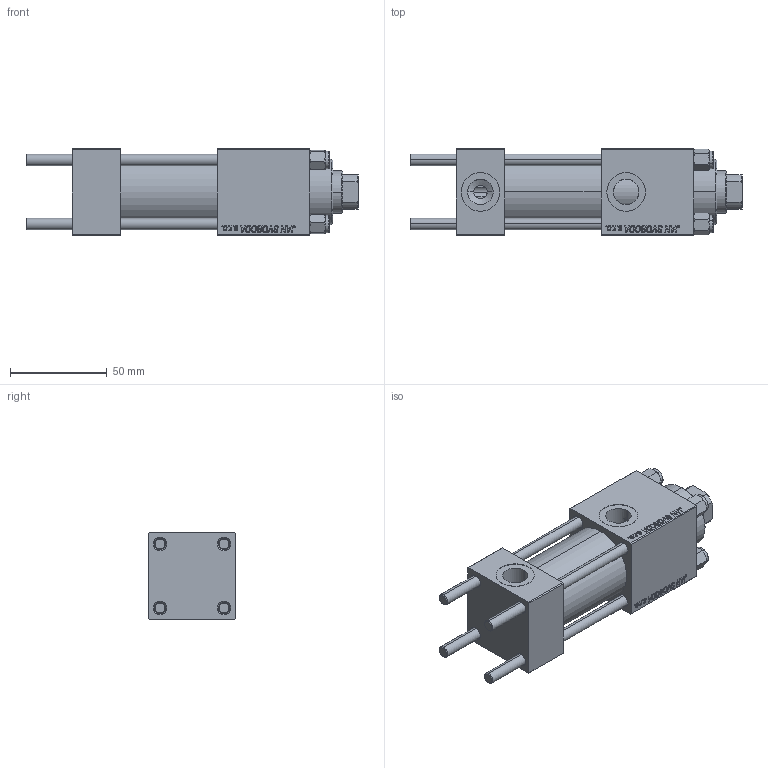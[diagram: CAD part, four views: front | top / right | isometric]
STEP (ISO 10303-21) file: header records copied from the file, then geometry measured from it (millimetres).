
FILE_DESCRIPTION (( 'STEP AP203' ), '1' );
FILE_NAME ('3798.STEP', '2022-10-03T16:13:42', ( '' ), ( '' ), 'SwSTEP 2.0', 'SolidWorks 2019', '' );
FILE_SCHEMA (( 'CONFIG_CONTROL_DESIGN' ));
Length unit declared in the file: millimetre
Products named in the file (6): CR025_012_A_0_G_A_G_M_020_+#_##_TYCINKA 74114484a28d2751ebee5c6a3b7f272f; 3798; NUT_M5 74114484a28d2751ebee5c6a3b7f272f; V215CR_BODY_A 74114484a28d2751ebee5c6a3b7f272f; V215CR_VCP 74114484a28d2751ebee5c6a3b7f272f; V215_VC_A 74114484a28d2751ebee5c6a3b7f272f
Assembly tree (11 placements, depth 2):
  3798
    V215CR_BODY_A 74114484a28d2751ebee5c6a3b7f272f
    CR025_012_A_0_G_A_G_M_020_+#_##_TYCINKA 74114484a28d2751ebee5c6a3b7f272f  x4
    NUT_M5 74114484a28d2751ebee5c6a3b7f272f  x4
    V215CR_VCP 74114484a28d2751ebee5c6a3b7f272f
    V215_VC_A 74114484a28d2751ebee5c6a3b7f272f
Bounding box: 172 x 45 x 45 mm (x, y, z)
Volume: 214107.3 mm3; surface area: 77308.4 mm2
Topology: 11 solids, 11 shells, 1139 faces, 2867 edges, 1859 vertices
Faces by surface type: plane 521, bspline 392, cone 136, cylinder 82, torus 8
Entity records: 50061 total; most frequent: CARTESIAN_POINT 27086, ORIENTED_EDGE 5226, DIRECTION 3265, EDGE_CURVE 2613, VERTEX_POINT 1715, LINE 1589, VECTOR 1589, EDGE_LOOP 1148
